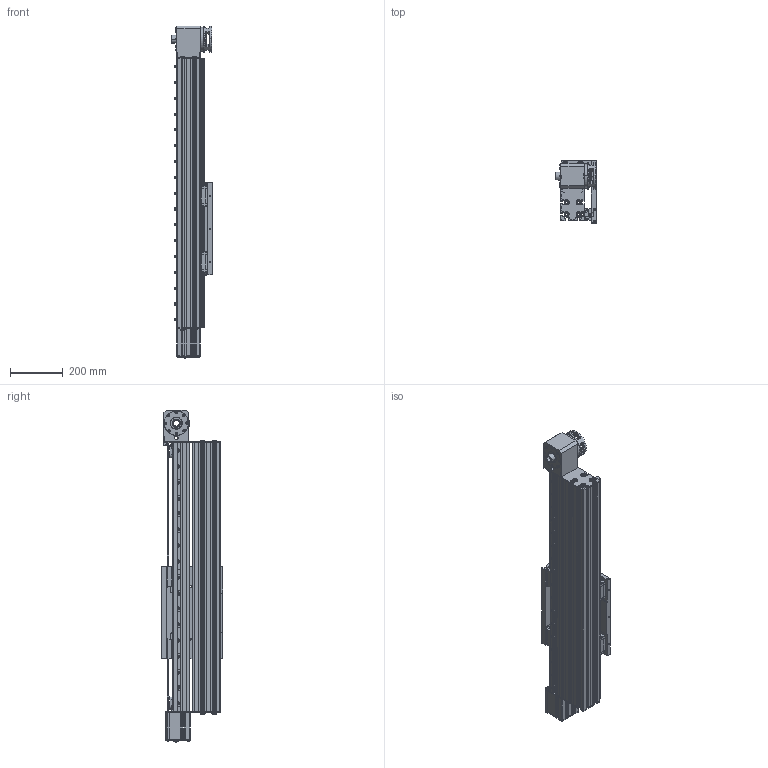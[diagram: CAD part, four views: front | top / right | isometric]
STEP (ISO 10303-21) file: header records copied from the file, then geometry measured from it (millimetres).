
FILE_DESCRIPTION (( 'STEP AP203' ), '1' );
FILE_NAME ('814.VVL.XXXX.STEP', '2016-12-12T14:53:48', ( 'Utente' ), ( '' ), 'SwSTEP 2.0', 'SolidWorks 2016', '' );
FILE_SCHEMA (( 'CONFIG_CONTROL_DESIGN' ));
Products named in the file (1): 814.VVL.XXXX
Bounding box: 154.35 x 235 x 1258.75 mm (x, y, z)
Surface area: 1532114.5 mm2 (no closed solid volume)
Topology: 0 solids, 290 shells, 2578 faces, 9771 edges, 7249 vertices
Faces by surface type: plane 1457, cylinder 830, torus 160, cone 96, bspline 35
Entity records: 108855 total; most frequent: CARTESIAN_POINT 26728, DIRECTION 17674, ORIENTED_EDGE 14301, EDGE_CURVE 9761, VERTEX_POINT 7249, LINE 6214, VECTOR 6214, AXIS2_PLACEMENT_3D 5730
